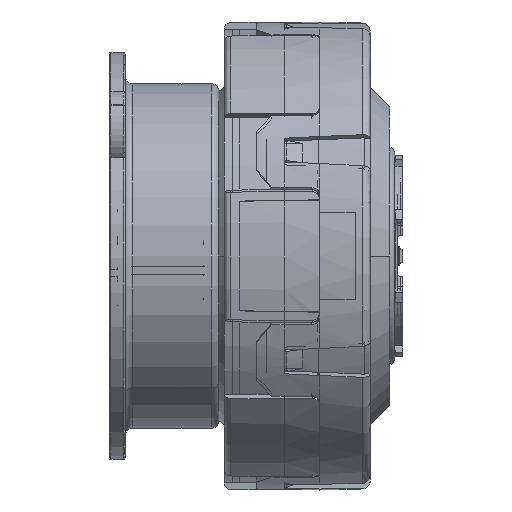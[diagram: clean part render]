
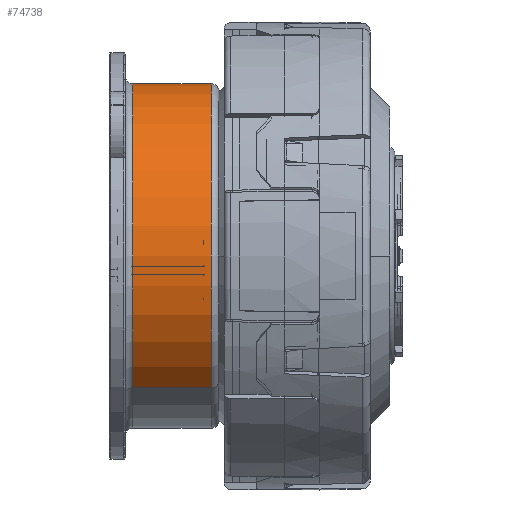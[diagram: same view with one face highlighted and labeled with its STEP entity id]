
A CAD part, left-side view. The second image highlights one B-rep face of the part: STEP entity #74738.
In plain terms, the highlighted cylindrical face has radius 22 mm (diameter 44 mm), a partial arc.
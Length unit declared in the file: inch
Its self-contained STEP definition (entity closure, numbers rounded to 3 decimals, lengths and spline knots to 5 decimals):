
#17746=DIRECTION('',(0.,1.,0.));
#17747=VECTOR('',#17746,0.3937);
#17748=CARTESIAN_POINT('',(-0.55675,0.76427,
-0.6635));
#17749=LINE('',#17748,#17747);
#17788=CARTESIAN_POINT('',(0.,0.76427,0.));
#17789=DIRECTION('',(0.,-1.,0.));
#17790=DIRECTION('',(0.643,0.,0.766));
#17791=AXIS2_PLACEMENT_3D('',#17788,#17789,#17790);
#17793=CARTESIAN_POINT('',(0.,1.15797,0.));
#17794=DIRECTION('',(0.,-1.,0.));
#17795=DIRECTION('',(0.643,0.,0.766));
#17796=AXIS2_PLACEMENT_3D('',#17793,#17794,#17795);
#17798=DIRECTION('',(0.,1.,0.));
#17799=VECTOR('',#17798,0.3937);
#17800=CARTESIAN_POINT('',(0.55675,0.76427,
0.6635));
#17801=LINE('',#17800,#17799);
#54376=CARTESIAN_POINT('',(0.55675,1.15797,
0.6635));
#54377=CARTESIAN_POINT('',(-0.55675,1.15797,
-0.6635));
#54378=VERTEX_POINT('',#54376);
#54379=VERTEX_POINT('',#54377);
#54440=CARTESIAN_POINT('',(0.55675,0.76427,
0.6635));
#54441=CARTESIAN_POINT('',(-0.55675,0.76427,
-0.6635));
#54442=VERTEX_POINT('',#54440);
#54443=VERTEX_POINT('',#54441);
#74727=CARTESIAN_POINT('',(0.,0.7249,0.));
#74728=DIRECTION('',(0.,-1.,0.));
#74729=DIRECTION('',(-0.643,0.,-0.766));
#74730=AXIS2_PLACEMENT_3D('',#74727,#74728,#74729);
#74731=CYLINDRICAL_SURFACE('',#74730,0.86614);
#74732=ORIENTED_EDGE('',*,*,#74708,.T.);
#74733=ORIENTED_EDGE('',*,*,#74661,.T.);
#74734=ORIENTED_EDGE('',*,*,#74631,.F.);
#74735=ORIENTED_EDGE('',*,*,#74658,.F.);
#74736=EDGE_LOOP('',(#74732,#74733,#74734,#74735));
#74737=FACE_OUTER_BOUND('',#74736,.F.);
#74738=ADVANCED_FACE('',(#74737),#74731,.T.);
#17792=CIRCLE('',#17791,0.86614);
#17797=CIRCLE('',#17796,0.86614);
#74631=EDGE_CURVE('',#54378,#54379,#17797,.T.);
#74658=EDGE_CURVE('',#54442,#54378,#17801,.T.);
#74661=EDGE_CURVE('',#54443,#54379,#17749,.T.);
#74708=EDGE_CURVE('',#54442,#54443,#17792,.T.);
